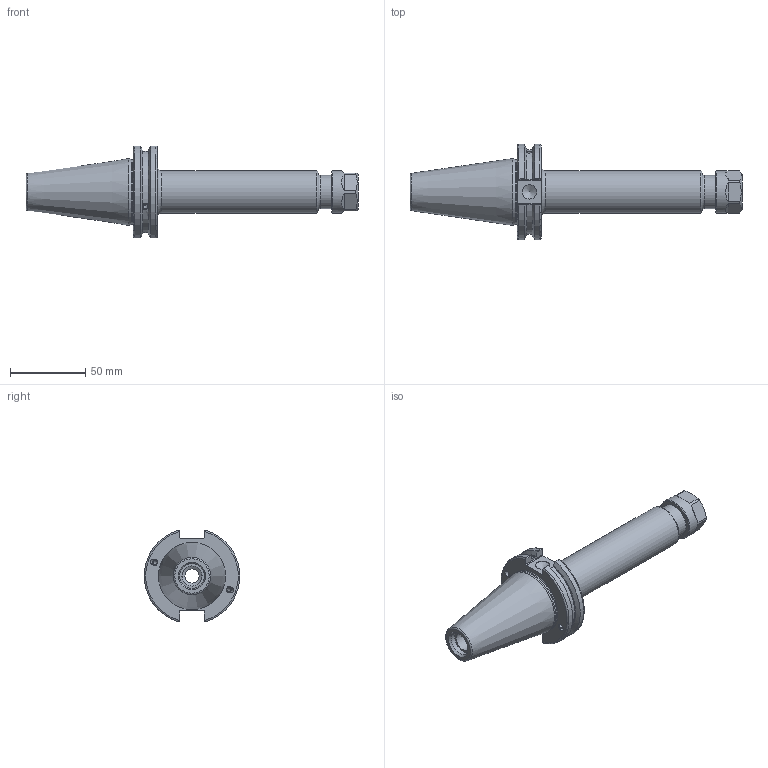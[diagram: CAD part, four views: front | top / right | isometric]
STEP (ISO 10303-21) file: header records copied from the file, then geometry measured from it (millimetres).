
FILE_DESCRIPTION(/* description */ (''),/* implementation_level */ '2;1');
FILE_NAME(/* name */ 'BK331B.stp',/* time_stamp */ '2025-01-10T08:38:06+09:00',/* author */ ('eos'),/* organization */ (''),/* preprocessor_version */ 'ST-DEVELOPER v20',/* originating_system */ 'Autodesk Inventor 2025',/* authorisation */ '');
FILE_SCHEMA (('AUTOMOTIVE_DESIGN { 1 0 10303 214 3 1 1 }'));
Length unit declared in the file: millimetre
Products named in the file (3): LO-CAT40ADB-ER16-6.00; LO-CAT40ADB-ER16-3.00; ER16NUT
Assembly tree (2 placements, depth 2):
  LO-CAT40ADB-ER16-6.00
    LO-CAT40ADB-ER16-3.00
    ER16NUT
Bounding box: 220.65 x 63.26 x 61.09 mm (x, y, z)
Volume: 161778.5 mm3; surface area: 39843 mm2
Topology: 2 solids, 3 shells, 123 faces, 324 edges, 211 vertices
Faces by surface type: plane 56, cylinder 37, cone 19, torus 11
Full cylindrical faces by diameter (mm): 1 x1, 3.242 x8, 4 x2, 4.2 x2, 9.398 x1, 9.525 x1, 11.8 x1, 12.8 x1, 13.386 x1, 16.3 x1, 17.7 x1, 20.6 x1, 22 x2, 22.5 x1, 28 x2, 43.6 x1
Entity records: 4187 total; most frequent: CARTESIAN_POINT 977, DIRECTION 658, ORIENTED_EDGE 638, EDGE_CURVE 320, AXIS2_PLACEMENT_3D 263, VERTEX_POINT 211, EDGE_LOOP 145, LINE 132
